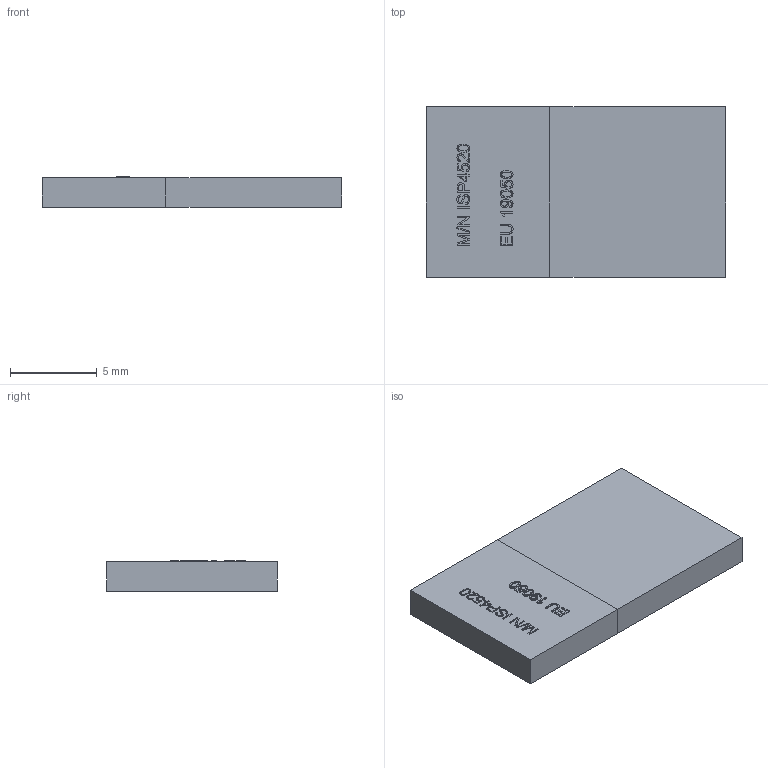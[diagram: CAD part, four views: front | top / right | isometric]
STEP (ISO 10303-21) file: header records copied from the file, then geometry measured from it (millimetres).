
FILE_DESCRIPTION(/* description */ (''),/* implementation_level */ '2;1');
FILE_NAME(/* name */ 'ISP4520-AS.step',/* time_stamp */ '2024-01-31T21:14:14+09:00',/* author */ (''),/* organization */ (''),/* preprocessor_version */ 'ST-DEVELOPER v20',/* originating_system */ 'Autodesk Translation Framework v12.14.0.127',/* authorisation */ '');
FILE_SCHEMA (('AUTOMOTIVE_DESIGN { 1 0 10303 214 3 1 1 }'));
Length unit declared in the file: millimetre
Products named in the file (4): ISP4520-AS; ISP4520-Antenna; ISP4520-PCB; Component3
Assembly tree (3 placements, depth 3):
  ISP4520-AS
    ISP4520-Antenna
    ISP4520-PCB
      Component3
Bounding box: 17.2 x 9.8 x 1.75 mm (x, y, z)
Volume: 286.5 mm3; surface area: 465.1 mm2
Topology: 2 solids, 2 shells, 330 faces, 909 edges, 606 vertices
Faces by surface type: bspline 198, plane 132
Entity records: 12372 total; most frequent: CARTESIAN_POINT 5218, ORIENTED_EDGE 1818, EDGE_CURVE 909, DIRECTION 791, VERTEX_POINT 606, LINE 513, VECTOR 513, B_SPLINE_CURVE_WITH_KNOTS 396
